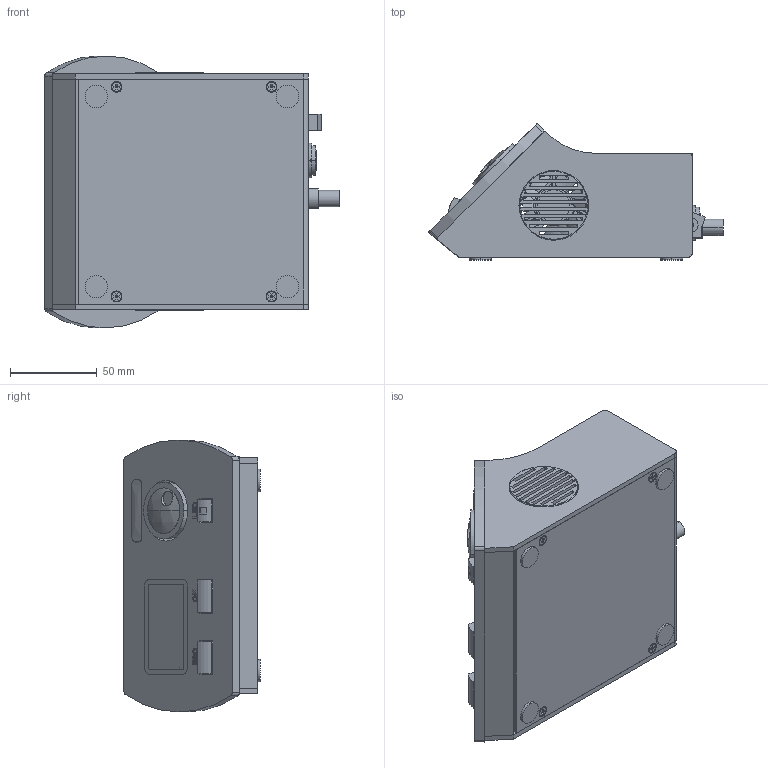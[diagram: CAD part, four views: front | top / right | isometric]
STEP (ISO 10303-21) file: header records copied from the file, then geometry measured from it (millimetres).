
FILE_DESCRIPTION (( 'STEP AP214' ), '1' );
FILE_NAME ('LEDD4.STEP', '2009-03-25T13:02:41', ( 'Mackowiak' ), ( 'Thorlabs GmbH' ), 'SwSTEP 2.0', 'SolidWorks 2008', '' );
FILE_SCHEMA (( 'AUTOMOTIVE_DESIGN' ));
Length unit declared in the file: millimetre
Products named in the file (53): dc_gedreht2_Standard; ledd4 rückwand sn_Standard; USB 9x4mm2008_Standard; CE-Zeichen 5mm2008_Standard; Mülltonne 5mm2008_Standard; Ledd4 schrift rückwand_Standard; Multimec Tasterkappe 12_5mm_LED_Standard; Sticker-Logo; T26033_AE_Standard_Standard; T26033_AH_Standard_Standard; T26033_AB_Standard_Standard; T26033_AC_Standard_Standard; T26033_AG_Standard_Standard; T26033_AD_Standard_Standard; T26033_AA_Standard_Standard; T26033_AJ_Standard_Standard; T26033_AF_Standard_Standard; T26033_BA_Standard_Standard; 09-0054-80-14_Standard_Standard; SW3dPS-ventilador_Ventilador aspas_Predeterminado_Standard; KB26033_B_Standard_Standard; BNC_Verena_Standard_Standard; SW3dPS-ventilador_Predeterminado_Standard; SW3dPS-ventilador_Ventilador base_Predeterminado_Standard; Ledd4 Displaybeschr_Standard; Senkschraube ISO 7046-1_ISO 7046-1 - M3 x 4 - Z --- 4N; LEDD4 druch front_Standard; LEDD4 Füße_Standard; ledd4 fronttext_Standard; SW3dPS-67068-0000-molex_Standard; usb_.gedrehtSTEP_Standard; rocker oberteil_Standard; Lumberg_DC_Con_1613_14_SMT_Standard; 7000 rocker_b_Standard; rocker_neu_Standard; PCB2_Standard_Standard; KB26033_Standard; LEDD4; Knopf_Standard_Standard_Standard; drehknopf_Standard_Standard_Standard ...
Assembly tree (64 placements, depth 6):
  LEDD4
    dc_gedreht2_Standard
      Lumberg_DC_Con_1613_14_SMT_Standard
    LEDD4 Füße_Standard  x4
    Senkschraube ISO 7046-1_ISO 7046-1 - M3 x 4 - Z --- 4N  x8
    rocker_neu_Standard
      7000 rocker_b_Standard
      rocker oberteil_Standard
    Multimec Tasterkappe 12_5mm_LED_Standard
    KB26033_Standard
      T26033_AG_Standard_Standard  x2
      T26033_AE_Standard_Standard
      T26033_AB_Standard_Standard
      SW3dPS-ventilador_Predeterminado_Standard
        SW3dPS-ventilador_Ventilador aspas_Predeterminado_Standard
        SW3dPS-ventilador_Ventilador base_Predeterminado_Standard
      PCB2_Standard_Standard
        Drehgeber mit Knopf_2_Standard_Standard
          drehknopf_Standard_Standard_Standard
          Knopf_Standard_Standard_Standard
            Knopf_Standard_Standard_Standard
            Knopf_Standard1_Standard_Standard
      T26033_AD_Standard_Standard
      KB26033_B_Standard_Standard
        09-0054-80-14_Standard_Standard
        T26033_BA_Standard_Standard
      T26033_AF_Standard_Standard
      T26033_AC_Standard_Standard
      T26033_AJ_Standard_Standard
      T26033_AI_Standard_Standard
      T26033_AA_Standard_Standard
      PCB1_Standard_Standard
        Multimec taster 18_6mm_Standard_Standard  x2
          Multimec Tasterkappe 18_6mm_Standard_Standard_Standard
          Multimec Taster_Standard1_Standard_Standard
        EA_LED_55x46_Standard_Standard
          LED55x46_Standard_Standard_Standard
      T26033_AH_Standard_Standard
      Fan-414F-ZIEHL-ebm_Fan-414F-ZIEHL-ebm_Standard
        Fan-House-400-F-ZIEHL-ebm_Fan-House-414F-ZIEHL-ebm_Standard
        Fan-400-F-ZIEHL-ebm_Fan-414F-ZIEHL-ebm_Standard
    ledd4 rückwand sn_Standard
    ledd4 fronttext_Standard
    Ledd4 schrift rückwand_Standard
    BNC_Verena_Standard_Standard
    usb_.gedrehtSTEP_Standard
      SW3dPS-67068-0000-molex_Standard
    Mülltonne 5mm2008_Standard
    Ledd4 Displaybeschr_Standard
    Sticker-Logo
    USB 9x4mm2008_Standard
    CE-Zeichen 5mm2008_Standard
    LEDD4 druch front_Standard
Bounding box: 169.95 x 78.65 x 157.01 mm (x, y, z)
Volume: 279307.7 mm3; surface area: 216111.3 mm2
Topology: 95 solids, 98 shells, 3611 faces, 9331 edges, 6079 vertices
Faces by surface type: plane 2464, cylinder 682, bspline 263, cone 184, torus 16, sphere 2
Entity records: 119911 total; most frequent: CARTESIAN_POINT 32501, ORIENTED_EDGE 16810, DIRECTION 15203, EDGE_CURVE 8405, VECTOR 6347, LINE 6347, VERTEX_POINT 5525, AXIS2_PLACEMENT_3D 4428
